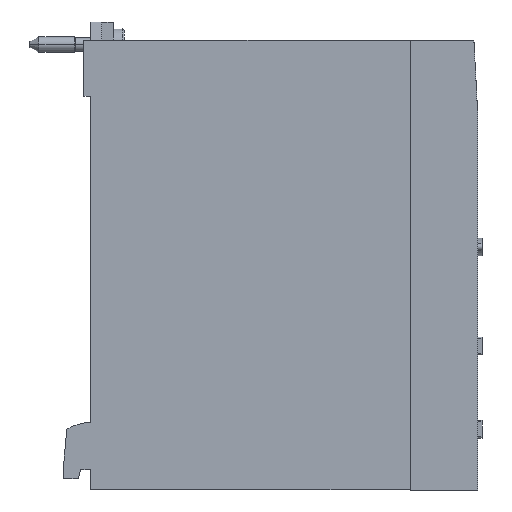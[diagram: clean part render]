
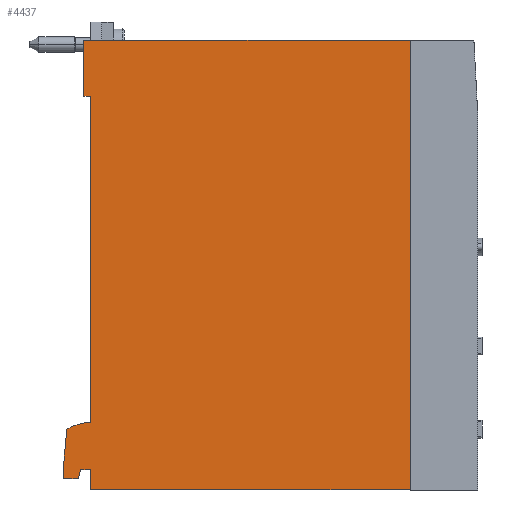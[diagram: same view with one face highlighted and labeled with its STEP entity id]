
A CAD part, left-side view. The second image highlights one B-rep face of the part: STEP entity #4437.
In plain terms, the highlighted planar face has unit normal (-1, 0, 0).
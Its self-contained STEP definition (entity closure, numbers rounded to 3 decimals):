
#3796=CARTESIAN_POINT('POINT3730',(-16.475,-71.,-49.975
   ));
#3797=VERTEX_POINT('VERTEX3730',#3796);
#3804=CARTESIAN_POINT('POINT3731',(-16.475,0.,-49.975)
   );
#3805=VERTEX_POINT('VERTEX3731',#3804);
#3806=CARTESIAN_POINT('POS6494',(-16.475,-35.5,-49.975)
   );
#3807=DIRECTION('DIR8893',(0.,1.,0.));
#3808=VECTOR('VEC4095',#3807,25.4);
#3809=LINE('STRAIGHT4095',#3806,#3808);
#3810=EDGE_CURVE('EDGE5665',#3797,#3805,#3809,.T.);
#3827=CARTESIAN_POINT('POINT3732',(-16.475,0.,
   -45.5));
#3828=VERTEX_POINT('VERTEX3732',#3827);
#3831=CARTESIAN_POINT('POINT3733',(-16.475,2.214,
   -45.5));
#3832=VERTEX_POINT('VERTEX3733',#3831);
#3833=CARTESIAN_POINT('POS6497',(-16.475,0.,
   -45.5));
#3834=DIRECTION('DIR8897',(0.,1.,0.));
#3835=VECTOR('VEC4097',#3834,25.4);
#3836=LINE('STRAIGHT4097',#3833,#3835);
#3837=EDGE_CURVE('EDGE5668',#3828,#3832,#3836,.T.);
#3846=CARTESIAN_POINT('POINT3734',(-16.475,2.75,
   -47.5));
#3847=VERTEX_POINT('VERTEX3734',#3846);
#3848=CARTESIAN_POINT('POS6498',(-16.475,2.214,
   -45.5));
#3849=DIRECTION('DIR8898',(0.,0.259,
   -0.966));
#3850=VECTOR('VEC4098',#3849,25.4);
#3851=LINE('STRAIGHT4098',#3848,#3850);
#3852=EDGE_CURVE('EDGE5670',#3832,#3847,#3851,.T.);
#3861=CARTESIAN_POINT('POINT3735',(-16.475,6.,
   -47.5));
#3862=VERTEX_POINT('VERTEX3735',#3861);
#3863=CARTESIAN_POINT('POS6499',(-16.475,2.75,
   -47.5));
#3864=DIRECTION('DIR8899',(0.,1.,0.));
#3865=VECTOR('VEC4099',#3864,25.4);
#3866=LINE('STRAIGHT4099',#3863,#3865);
#3867=EDGE_CURVE('EDGE5672',#3847,#3862,#3866,.T.);
#3876=CARTESIAN_POINT('POINT3736',(-16.475,6.,
   -44.5));
#3877=VERTEX_POINT('VERTEX3736',#3876);
#3878=CARTESIAN_POINT('POS6500',(-16.475,6.,
   -47.5));
#3879=DIRECTION('DIR8900',(0.,0.,
   1.));
#3880=VECTOR('VEC4100',#3879,25.4);
#3881=LINE('STRAIGHT4100',#3878,#3880);
#3882=EDGE_CURVE('EDGE5674',#3862,#3877,#3881,.T.);
#3891=CARTESIAN_POINT('POINT3737',(-16.475,5.302,
   -36.521));
#3892=VERTEX_POINT('VERTEX3737',#3891);
#3893=CARTESIAN_POINT('POS6501',(-16.475,6.,
   -44.5));
#3894=DIRECTION('DIR8901',(0.,-0.087,
   0.996));
#3895=VECTOR('VEC4101',#3894,25.4);
#3896=LINE('STRAIGHT4101',#3893,#3895);
#3897=EDGE_CURVE('EDGE5676',#3877,#3892,#3896,.T.);
#3910=CARTESIAN_POINT('POINT3738',(-16.475,0.,
   -35.));
#3911=VERTEX_POINT('VERTEX3738',#3910);
#3912=CARTESIAN_POINT('POS6503',(-16.475,0.,
   -45.));
#3913=DIRECTION('DIR8903',(1.,0.,
   0.));
#3914=DIRECTION('DIR8904',(0.,0.53,
   0.848));
#3915=AXIS2_PLACEMENT_3D('AXIS2401',#3912,#3913,#3914);
#3916=CIRCLE('ELLIPSE714',#3915,10.);
#3917=EDGE_CURVE('EDGE5678',#3892,#3911,#3916,.T.);
#3934=CARTESIAN_POINT('POINT3741',(-16.475,0.,37.5));
#3935=VERTEX_POINT('VERTEX3741',#3934);
#3938=CARTESIAN_POINT('POINT3742',(-16.475,1.5,37.5));
#3939=VERTEX_POINT('VERTEX3742',#3938);
#3940=CARTESIAN_POINT('POS6505',(-16.475,0.75,37.5));
#3941=DIRECTION('DIR8906',(0.,1.,0.));
#3942=VECTOR('VEC4104',#3941,25.4);
#3943=LINE('STRAIGHT4104',#3940,#3942);
#3944=EDGE_CURVE('EDGE5682',#3935,#3939,#3943,.T.);
#4257=CARTESIAN_POINT('POS6537',(-16.475,0.,0.));
#4258=DIRECTION('DIR8949',(0.,0.,-1.));
#4259=VECTOR('VEC4125',#4258,25.4);
#4260=LINE('STRAIGHT4125',#4257,#4259);
#4261=EDGE_CURVE('EDGE5715',#3828,#3805,#4260,.T.);
#4266=EDGE_CURVE('EDGE5716',#3935,#3911,#4260,.T.);
#4383=CARTESIAN_POINT('POINT3762',(-16.475,-71.,49.975)
   );
#4384=VERTEX_POINT('VERTEX3762',#4383);
#4391=CARTESIAN_POINT('POS6550',(-16.475,-71.,0.));
#4392=DIRECTION('DIR8966',(0.,0.,-1.));
#4393=VECTOR('VEC4134',#4392,25.4);
#4394=LINE('STRAIGHT4134',#4391,#4393);
#4395=EDGE_CURVE('EDGE5726',#4384,#3797,#4394,.T.);
#4405=CARTESIAN_POINT('POINT3763',(-16.475,1.5,49.975))
   ;
#4406=VERTEX_POINT('VERTEX3763',#4405);
#4407=CARTESIAN_POINT('POS6552',(-16.475,-35.5,49.975))
   ;
#4408=DIRECTION('DIR8969',(0.,-1.,0.));
#4409=VECTOR('VEC4135',#4408,25.4);
#4410=LINE('STRAIGHT4135',#4407,#4409);
#4411=EDGE_CURVE('EDGE5727',#4406,#4384,#4410,.T.);
#4412=ORIENTED_EDGE('COEDGE11418',*,*,#4411,.F.);
#4413=CARTESIAN_POINT('POS6553',(-16.475,1.5,43.737));
#4414=DIRECTION('DIR8970',(0.,0.,-1.));
#4415=VECTOR('VEC4136',#4414,25.4);
#4416=LINE('STRAIGHT4136',#4413,#4415);
#4417=EDGE_CURVE('EDGE5728',#4406,#3939,#4416,.T.);
#4418=ORIENTED_EDGE('COEDGE11419',*,*,#4417,.T.);
#4419=ORIENTED_EDGE('COEDGE11420',*,*,#3944,.F.);
#4420=ORIENTED_EDGE('COEDGE11421',*,*,#4266,.T.);
#4421=ORIENTED_EDGE('COEDGE11422',*,*,#3917,.F.);
#4422=ORIENTED_EDGE('COEDGE11423',*,*,#3897,.F.);
#4423=ORIENTED_EDGE('COEDGE11424',*,*,#3882,.F.);
#4424=ORIENTED_EDGE('COEDGE11425',*,*,#3867,.F.);
#4425=ORIENTED_EDGE('COEDGE11426',*,*,#3852,.F.);
#4426=ORIENTED_EDGE('COEDGE11427',*,*,#3837,.F.);
#4427=ORIENTED_EDGE('COEDGE11428',*,*,#4261,.T.);
#4428=ORIENTED_EDGE('COEDGE11429',*,*,#3810,.F.);
#4429=ORIENTED_EDGE('COEDGE11430',*,*,#4395,.F.);
#4430=EDGE_LOOP('NONE',(#4412,#4418,#4419,#4420,#4421,#4422,#4423,#4424,
   #4425,#4426,#4427,#4428,#4429));
#4431=FACE_BOUND('LOOP1',#4430,.T.);
#4432=CARTESIAN_POINT('POS6554',(-16.475,-35.5,0.));
#4433=DIRECTION('DIR8971',(1.,0.,0.));
#4434=DIRECTION('DIR8972',(0.,1.,0.));
#4435=AXIS2_PLACEMENT_3D('AXIS2418',#4432,#4433,#4434);
#4436=PLANE('PLANE1343',#4435);
#4437=ADVANCED_FACE('FACE2169',(#4431),#4436,.F.);
